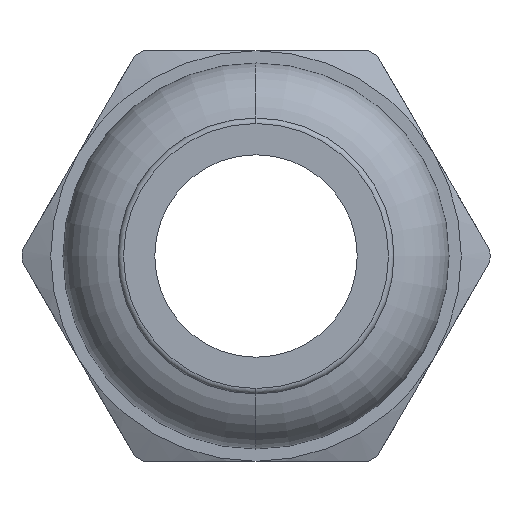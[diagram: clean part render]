
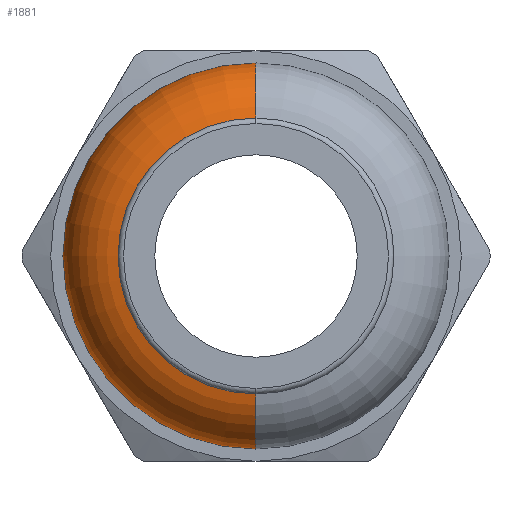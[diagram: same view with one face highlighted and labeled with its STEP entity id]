
A CAD part, left-side view. The second image highlights one B-rep face of the part: STEP entity #1881.
In plain terms, the highlighted toroidal (fillet/blend) face has major radius 5.796 mm and minor radius 3.162 mm.
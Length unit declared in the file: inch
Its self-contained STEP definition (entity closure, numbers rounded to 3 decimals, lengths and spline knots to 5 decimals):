
#1 = CARTESIAN_POINT ( 'NONE',  ( -0.4128, 0., -0.35269 ) ) ;
#2 = CARTESIAN_POINT ( 'NONE',  ( -0.4128, 0., 0.35269 ) ) ;
#3 = DIRECTION ( 'NONE',  ( 0., 0., 1. ) ) ;
#4 = DIRECTION ( 'NONE',  ( 1., 0., 0. ) ) ;
#5 = CARTESIAN_POINT ( 'NONE',  ( -0.4128, 0., 0. ) ) ;
#6 = AXIS2_PLACEMENT_3D ( 'NONE', #5, #4, #3 ) ;
#7 = CIRCLE ( 'NONE', #6, 0.35269 ) ;
#8 = DIRECTION ( 'NONE',  ( 0., 0., 1. ) ) ;
#9 = DIRECTION ( 'NONE',  ( 0., 1., 0. ) ) ;
#10 = CARTESIAN_POINT ( 'NONE',  ( -0.4128, 0., -0.22819 ) ) ;
#11 = AXIS2_PLACEMENT_3D ( 'NONE', #10, #9, #8 ) ;
#12 = CIRCLE ( 'NONE', #11, 0.1245 ) ;
#29 = CARTESIAN_POINT ( 'NONE',  ( -0.535, 0., -0.252 ) ) ;
#1873 = VERTEX_POINT ( 'NONE', #3427 ) ;
#1874 = ORIENTED_EDGE ( 'NONE', *, *, #1876, .F. ) ;
#1875 = ORIENTED_EDGE ( 'NONE', *, *, #1878, .F. ) ;
#1876 = EDGE_CURVE ( 'NONE', #1873, #1883, #3425, .T. ) ;
#1878 = EDGE_CURVE ( 'NONE', #1896, #1873, #3416, .T. ) ;
#1881 = ADVANCED_FACE ( 'NONE', ( #3409 ), #3407, .T. ) ;
#1883 = VERTEX_POINT ( 'NONE', #29 ) ;
#1886 = EDGE_LOOP ( 'NONE', ( #1916, #1904, #1874, #1875 ) ) ;
#1894 = EDGE_CURVE ( 'NONE', #1897, #1883, #12, .T. ) ;
#1895 = EDGE_CURVE ( 'NONE', #1897, #1896, #7, .T. ) ;
#1896 = VERTEX_POINT ( 'NONE', #2 ) ;
#1897 = VERTEX_POINT ( 'NONE', #1 ) ;
#1904 = ORIENTED_EDGE ( 'NONE', *, *, #1894, .T. ) ;
#1916 = ORIENTED_EDGE ( 'NONE', *, *, #1895, .F. ) ;
#2602 = DIRECTION ( 'NONE',  ( 0., 0., 1. ) ) ;
#3405 = DIRECTION ( 'NONE',  ( -1., 0., 0. ) ) ;
#3406 = AXIS2_PLACEMENT_3D ( 'NONE', #3408, #3405, #2602 ) ;
#3407 = TOROIDAL_SURFACE ( 'NONE', #3406, 0.22819, 0.1245 ) ;
#3408 = CARTESIAN_POINT ( 'NONE',  ( -0.4128, 0., 0. ) ) ;
#3409 = FACE_OUTER_BOUND ( 'NONE', #1886, .T. ) ;
#3412 = DIRECTION ( 'NONE',  ( 0., 0., -1. ) ) ;
#3413 = DIRECTION ( 'NONE',  ( 0., -1., 0. ) ) ;
#3414 = CARTESIAN_POINT ( 'NONE',  ( -0.4128, 0., 0.22819 ) ) ;
#3415 = AXIS2_PLACEMENT_3D ( 'NONE', #3414, #3413, #3412 ) ;
#3416 = CIRCLE ( 'NONE', #3415, 0.1245 ) ;
#3421 = DIRECTION ( 'NONE',  ( 0., 0., 1. ) ) ;
#3422 = DIRECTION ( 'NONE',  ( -1., 0., 0. ) ) ;
#3423 = CARTESIAN_POINT ( 'NONE',  ( -0.535, 0., 0. ) ) ;
#3424 = AXIS2_PLACEMENT_3D ( 'NONE', #3423, #3422, #3421 ) ;
#3425 = CIRCLE ( 'NONE', #3424, 0.252 ) ;
#3427 = CARTESIAN_POINT ( 'NONE',  ( -0.535, 0., 0.252 ) ) ;
